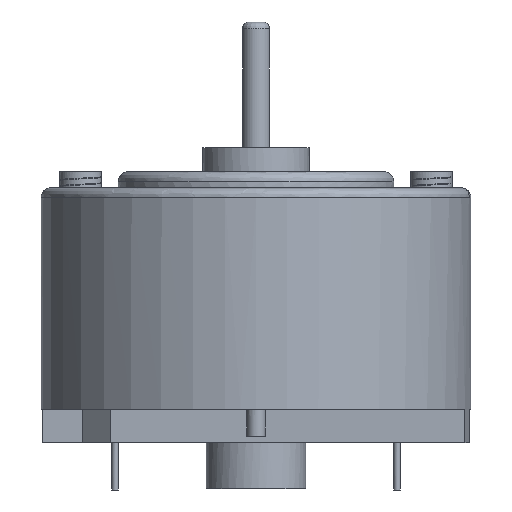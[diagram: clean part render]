
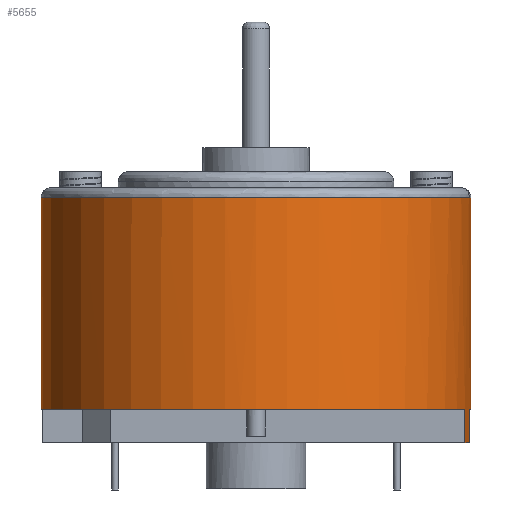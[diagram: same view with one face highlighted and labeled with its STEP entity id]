
A CAD part, front view. The second image highlights one B-rep face of the part: STEP entity #5655.
In plain terms, the highlighted free-form (B-spline) face has degree [2, 1] with [5, 2] control points.
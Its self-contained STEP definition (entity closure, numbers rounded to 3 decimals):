
#5655 = ADVANCED_FACE('',(#5656),#5728,.T.);
#5656 = FACE_BOUND('',#5657,.T.);
#5657 = EDGE_LOOP('',(#5658,#5668,#5675,#5683,#5690,#5698,#5706,#5713,
    #5723));
#5658 = ORIENTED_EDGE('',*,*,#5659,.F.);
#5659 = EDGE_CURVE('',#5660,#5662,#5664,.T.);
#5660 = VERTEX_POINT('',#5661);
#5661 = CARTESIAN_POINT('',(22.704,-2.354,0.));
#5662 = VERTEX_POINT('',#5663);
#5663 = CARTESIAN_POINT('',(22.826,0.,0.));
#5664 = ( BOUNDED_CURVE() B_SPLINE_CURVE(2,(#5665,#5666,#5667),
.UNSPECIFIED.,.F.,.F.) B_SPLINE_CURVE_WITH_KNOTS((3,3),(6.18,
6.283),.PIECEWISE_BEZIER_KNOTS.) CURVE() 
GEOMETRIC_REPRESENTATION_ITEM() RATIONAL_B_SPLINE_CURVE((1.,
0.999,1.)) REPRESENTATION_ITEM('') );
#5665 = CARTESIAN_POINT('',(22.704,-2.354,0.));
#5666 = CARTESIAN_POINT('',(22.826,-1.18,0.));
#5667 = CARTESIAN_POINT('',(22.826,0.,0.));
#5668 = ORIENTED_EDGE('',*,*,#5669,.F.);
#5669 = EDGE_CURVE('',#5670,#5660,#5672,.T.);
#5670 = VERTEX_POINT('',#5671);
#5671 = CARTESIAN_POINT('',(22.704,-2.354,
    -3.567));
#5672 = B_SPLINE_CURVE_WITH_KNOTS('',1,(#5673,#5674),.UNSPECIFIED.,.F.,
  .F.,(2,2),(0.,2.5),.PIECEWISE_BEZIER_KNOTS.);
#5673 = CARTESIAN_POINT('',(22.704,-2.354,
    -3.567));
#5674 = CARTESIAN_POINT('',(22.704,-2.354,0.));
#5675 = ORIENTED_EDGE('',*,*,#5676,.F.);
#5676 = EDGE_CURVE('',#5677,#5670,#5679,.T.);
#5677 = VERTEX_POINT('',#5678);
#5678 = CARTESIAN_POINT('',(22.19,-5.35,
    -3.567));
#5679 = ( BOUNDED_CURVE() B_SPLINE_CURVE(2,(#5680,#5681,#5682),
.UNSPECIFIED.,.F.,.F.) B_SPLINE_CURVE_WITH_KNOTS((3,3),(6.047,
6.18),.PIECEWISE_BEZIER_KNOTS.) CURVE() 
GEOMETRIC_REPRESENTATION_ITEM() RATIONAL_B_SPLINE_CURVE((1.,
0.998,1.)) REPRESENTATION_ITEM('') );
#5680 = CARTESIAN_POINT('',(22.19,-5.35,
    -3.567));
#5681 = CARTESIAN_POINT('',(22.547,-3.869,
    -3.567));
#5682 = CARTESIAN_POINT('',(22.704,-2.354,
    -3.567));
#5683 = ORIENTED_EDGE('',*,*,#5684,.F.);
#5684 = EDGE_CURVE('',#5685,#5677,#5687,.T.);
#5685 = VERTEX_POINT('',#5686);
#5686 = CARTESIAN_POINT('',(22.19,-5.35,0.));
#5687 = B_SPLINE_CURVE_WITH_KNOTS('',1,(#5688,#5689),.UNSPECIFIED.,.F.,
  .F.,(2,2),(0.,2.5),.PIECEWISE_BEZIER_KNOTS.);
#5688 = CARTESIAN_POINT('',(22.19,-5.35,0.));
#5689 = CARTESIAN_POINT('',(22.19,-5.35,
    -3.567));
#5690 = ORIENTED_EDGE('',*,*,#5691,.F.);
#5691 = EDGE_CURVE('',#5692,#5685,#5694,.T.);
#5692 = VERTEX_POINT('',#5693);
#5693 = CARTESIAN_POINT('',(0.,-22.826,0.));
#5694 = ( BOUNDED_CURVE() B_SPLINE_CURVE(2,(#5695,#5696,#5697),
.UNSPECIFIED.,.F.,.F.) B_SPLINE_CURVE_WITH_KNOTS((3,3),(4.712,
6.047),.PIECEWISE_BEZIER_KNOTS.) CURVE() 
GEOMETRIC_REPRESENTATION_ITEM() RATIONAL_B_SPLINE_CURVE((1.,
0.786,1.)) REPRESENTATION_ITEM('') );
#5695 = CARTESIAN_POINT('',(0.,-22.826,0.));
#5696 = CARTESIAN_POINT('',(17.977,-22.826,0.));
#5697 = CARTESIAN_POINT('',(22.19,-5.35,0.));
#5698 = ORIENTED_EDGE('',*,*,#5699,.F.);
#5699 = EDGE_CURVE('',#5700,#5692,#5702,.T.);
#5700 = VERTEX_POINT('',#5701);
#5701 = CARTESIAN_POINT('',(-22.826,0.,0.));
#5702 = ( BOUNDED_CURVE() B_SPLINE_CURVE(2,(#5703,#5704,#5705),
.UNSPECIFIED.,.F.,.F.) B_SPLINE_CURVE_WITH_KNOTS((3,3),(3.142,
4.712),.PIECEWISE_BEZIER_KNOTS.) CURVE() 
GEOMETRIC_REPRESENTATION_ITEM() RATIONAL_B_SPLINE_CURVE((1.,
0.707,1.)) REPRESENTATION_ITEM('') );
#5703 = CARTESIAN_POINT('',(-22.826,0.,0.));
#5704 = CARTESIAN_POINT('',(-22.826,-22.826,0.));
#5705 = CARTESIAN_POINT('',(0.,-22.826,0.));
#5706 = ORIENTED_EDGE('',*,*,#5707,.F.);
#5707 = EDGE_CURVE('',#5708,#5700,#5710,.T.);
#5708 = VERTEX_POINT('',#5709);
#5709 = CARTESIAN_POINT('',(-22.826,0.,
    22.469));
#5710 = B_SPLINE_CURVE_WITH_KNOTS('',1,(#5711,#5712),.UNSPECIFIED.,.F.,
  .F.,(2,2),(0.,15.75),.PIECEWISE_BEZIER_KNOTS.);
#5711 = CARTESIAN_POINT('',(-22.826,0.,22.469));
#5712 = CARTESIAN_POINT('',(-22.826,0.,0.));
#5713 = ORIENTED_EDGE('',*,*,#5714,.F.);
#5714 = EDGE_CURVE('',#5715,#5708,#5717,.T.);
#5715 = VERTEX_POINT('',#5716);
#5716 = CARTESIAN_POINT('',(22.826,0.,
    22.469));
#5717 = ( BOUNDED_CURVE() B_SPLINE_CURVE(2,(#5718,#5719,#5720,#5721,
#5722),.UNSPECIFIED.,.F.,.F.) B_SPLINE_CURVE_WITH_KNOTS((3,2,3),(0.,
1.571,3.142),.PIECEWISE_BEZIER_KNOTS.) CURVE() 
GEOMETRIC_REPRESENTATION_ITEM() RATIONAL_B_SPLINE_CURVE((1.,
0.707,1.,0.707,1.)) REPRESENTATION_ITEM('') );
#5718 = CARTESIAN_POINT('',(22.826,0.,
    22.469));
#5719 = CARTESIAN_POINT('',(22.826,-22.826,
    22.469));
#5720 = CARTESIAN_POINT('',(0.,-22.826,
    22.469));
#5721 = CARTESIAN_POINT('',(-22.826,-22.826,
    22.469));
#5722 = CARTESIAN_POINT('',(-22.826,0.,
    22.469));
#5723 = ORIENTED_EDGE('',*,*,#5724,.F.);
#5724 = EDGE_CURVE('',#5662,#5715,#5725,.T.);
#5725 = B_SPLINE_CURVE_WITH_KNOTS('',1,(#5726,#5727),.UNSPECIFIED.,.F.,
  .F.,(2,2),(0.,15.75),.PIECEWISE_BEZIER_KNOTS.);
#5726 = CARTESIAN_POINT('',(22.826,0.,0.));
#5727 = CARTESIAN_POINT('',(22.826,0.,22.469));
#5728 = ( BOUNDED_SURFACE() B_SPLINE_SURFACE(2,1,(
    (#5729,#5730)
    ,(#5731,#5732)
    ,(#5733,#5734)
    ,(#5735,#5736)
    ,(#5737,#5738
)),.UNSPECIFIED.,.F.,.F.,.F.) B_SPLINE_SURFACE_WITH_KNOTS((3,2,3),(2,2),
  (0.,1.571,3.142),(0.,18.25),.PIECEWISE_BEZIER_KNOTS.) 
GEOMETRIC_REPRESENTATION_ITEM() RATIONAL_B_SPLINE_SURFACE((
    (1.,1.)
    ,(0.707,0.707)
    ,(1.,1.)
    ,(0.707,0.707)
,(1.,1.))) REPRESENTATION_ITEM('') SURFACE() );
#5729 = CARTESIAN_POINT('',(-22.826,0.,
    22.469));
#5730 = CARTESIAN_POINT('',(-22.826,0.,
    -3.567));
#5731 = CARTESIAN_POINT('',(-22.826,-22.826,
    22.469));
#5732 = CARTESIAN_POINT('',(-22.826,-22.826,
    -3.567));
#5733 = CARTESIAN_POINT('',(0.,-22.826,
    22.469));
#5734 = CARTESIAN_POINT('',(0.,-22.826,
    -3.567));
#5735 = CARTESIAN_POINT('',(22.826,-22.826,
    22.469));
#5736 = CARTESIAN_POINT('',(22.826,-22.826,
    -3.567));
#5737 = CARTESIAN_POINT('',(22.826,0.,
    22.469));
#5738 = CARTESIAN_POINT('',(22.826,0.,
    -3.567));
